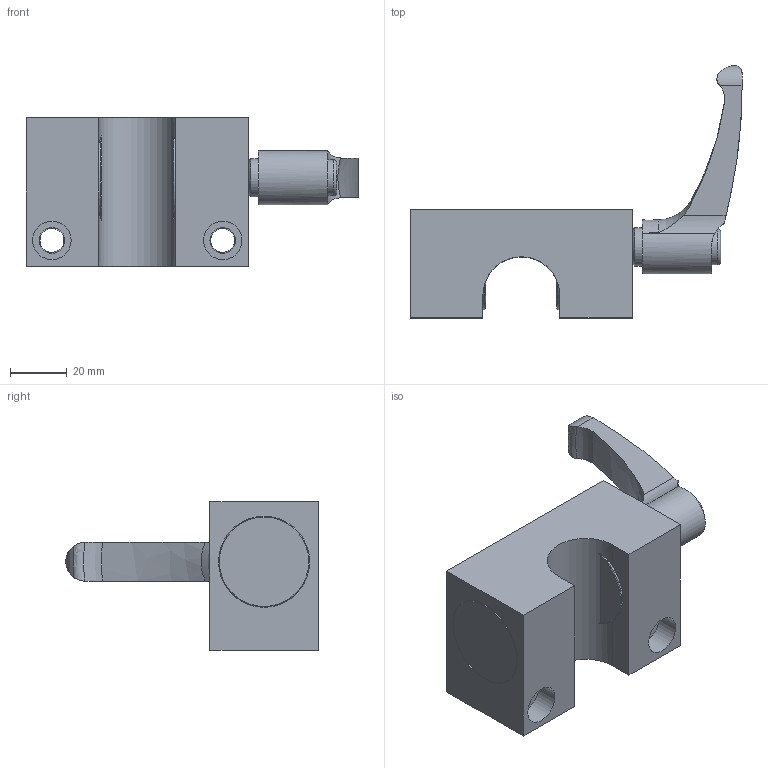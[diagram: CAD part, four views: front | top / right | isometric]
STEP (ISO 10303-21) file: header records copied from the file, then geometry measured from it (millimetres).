
FILE_DESCRIPTION( ( 'STEP AP214' ), '1' );
FILE_NAME( 'HKR2500A.stp', '2021-08-25T11:06:42', ( 'License CC BY-ND 4.0' ), ( 'CADENAS' ), ' ', 'PARTsolutions', ' ' );
FILE_SCHEMA( ( 'AUTOMOTIVE_DESIGN { 1 0 10303 214 1 1 1 1 }' ) );
Length unit declared in the file: millimetre
Products named in the file (3): HKR2500A; _gehaeuse-HKR 25; _ELESA-Klemmhebel GN 604-63-M8-SG
Assembly tree (2 placements, depth 2):
  HKR2500A
    _gehaeuse-HKR 25
    _ELESA-Klemmhebel GN 604-63-M8-SG
Bounding box: 116.61 x 88.63 x 52 mm (x, y, z)
Volume: 137207.6 mm3; surface area: 25901.2 mm2
Topology: 2 solids, 2 shells, 72 faces, 177 edges, 114 vertices
Faces by surface type: plane 34, cylinder 22, cone 8, torus 6, bspline 2
Full cylindrical faces by diameter (mm): 6.647 x1, 8.376 x2, 9 x2, 12.5 x1, 13.5 x3, 32 x2
Entity records: 2928 total; most frequent: CARTESIAN_POINT 747, DIRECTION 314, ORIENTED_EDGE 298, EDGE_CURVE 149, AXIS2_PLACEMENT_3D 128, VERTEX_POINT 105, EDGE_LOOP 104, FACE_OUTER_BOUND 84
